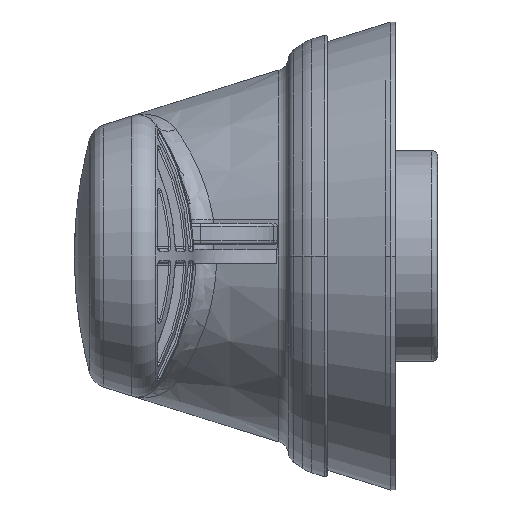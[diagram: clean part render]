
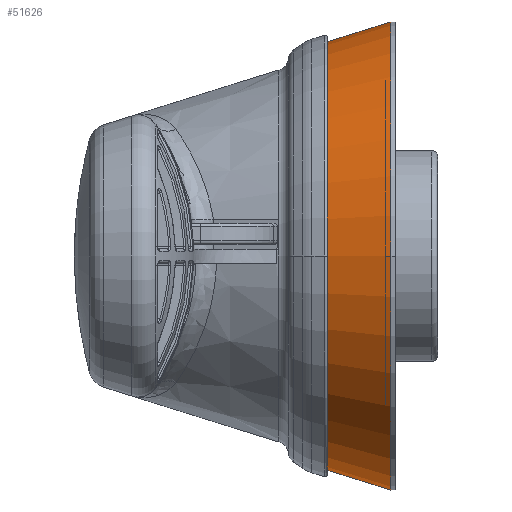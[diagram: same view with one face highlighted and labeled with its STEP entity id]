
A CAD part, left-side view. The second image highlights one B-rep face of the part: STEP entity #51626.
In plain terms, the highlighted conical face has half-angle 17.36 degrees and reference radius 31.908 mm.
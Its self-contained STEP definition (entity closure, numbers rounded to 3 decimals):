
#1114=DIRECTION('',(0.,-0.954,-0.298));
#1115=VECTOR('',#1114,9.424);
#1116=CARTESIAN_POINT('',(-22.842,9.108,41.613));
#1117=LINE('',#1116,#1115);
#1219=CARTESIAN_POINT('',(-22.872,9.108,72.115));
#1220=DIRECTION('',(0.,-1.,0.));
#1221=DIRECTION('',(-0.001,0.,1.));
#1222=AXIS2_PLACEMENT_3D('',#1219,#1220,#1221);
#15810=DIRECTION('',(0.,-0.954,0.298));
#15811=VECTOR('',#15810,9.424);
#15812=CARTESIAN_POINT('',(-22.902,9.108,
102.617));
#15813=LINE('',#15812,#15811);
#15814=CARTESIAN_POINT('',(-22.872,0.114,
72.115));
#15815=DIRECTION('',(0.,-1.,0.));
#15816=DIRECTION('',(-0.001,0.,1.));
#15817=AXIS2_PLACEMENT_3D('',#15814,#15815,#15816);
#19517=CARTESIAN_POINT('',(-22.839,0.114,
38.801));
#19518=CARTESIAN_POINT('',(-22.905,0.114,
105.429));
#19519=VERTEX_POINT('',#19517);
#19520=VERTEX_POINT('',#19518);
#19567=CARTESIAN_POINT('',(-22.842,9.108,
41.613));
#19568=CARTESIAN_POINT('',(-22.902,9.108,
102.617));
#19569=VERTEX_POINT('',#19567);
#19570=VERTEX_POINT('',#19568);
#51615=CARTESIAN_POINT('',(-22.872,4.611,
72.115));
#51616=DIRECTION('',(0.,-1.,0.));
#51617=DIRECTION('',(-0.001,0.,1.));
#51618=AXIS2_PLACEMENT_3D('',#51615,#51616,#51617);
#51619=CONICAL_SURFACE('',#51618,31.908,17.36);
#51620=ORIENTED_EDGE('',*,*,#21220,.F.);
#51621=ORIENTED_EDGE('',*,*,#21190,.T.);
#51622=ORIENTED_EDGE('',*,*,#21148,.T.);
#51623=ORIENTED_EDGE('',*,*,#21187,.F.);
#51624=EDGE_LOOP('',(#51620,#51621,#51622,#51623));
#51625=FACE_OUTER_BOUND('',#51624,.F.);
#1223=CIRCLE('',#1222,30.502);
#15818=CIRCLE('',#15817,33.314);
#21148=EDGE_CURVE('',#19520,#19519,#15818,.T.);
#21187=EDGE_CURVE('',#19569,#19519,#1117,.T.);
#21190=EDGE_CURVE('',#19570,#19520,#15813,.T.);
#21220=EDGE_CURVE('',#19570,#19569,#1223,.T.);
#51626=ADVANCED_FACE('',(#51625),#51619,.T.);
